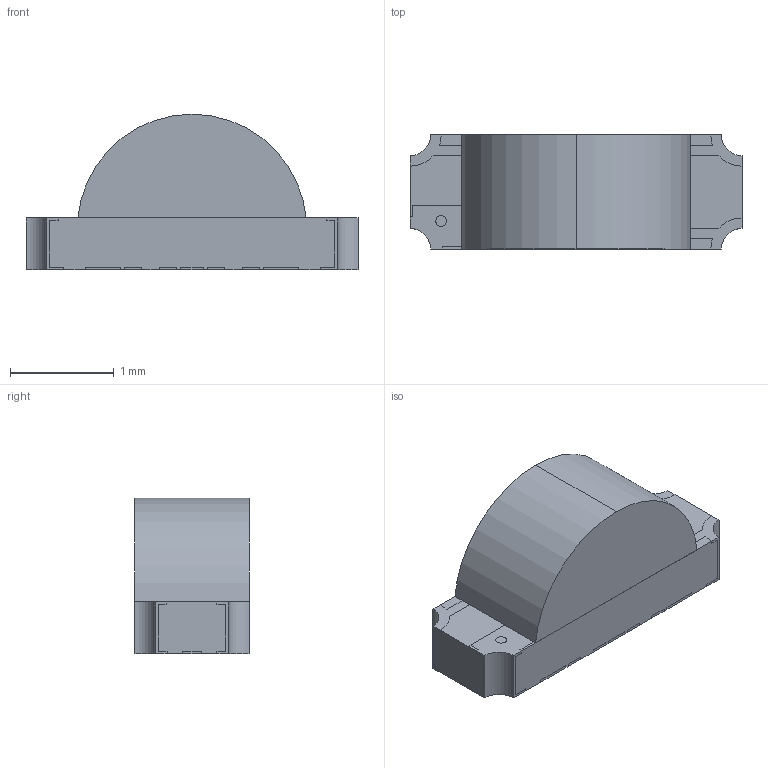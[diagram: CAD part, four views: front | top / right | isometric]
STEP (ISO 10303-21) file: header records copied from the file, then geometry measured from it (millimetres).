
FILE_DESCRIPTION (( 'STEP AP214' ), '1' );
FILE_NAME ('155124M173200.STEP', '2021-07-15T11:19:28', ( '' ), ( '' ), 'SwSTEP 2.0', 'SolidWorks 2017', '' );
FILE_SCHEMA (( 'AUTOMOTIVE_DESIGN' ));
Length unit declared in the file: millimetre
Products named in the file (1): 155124M173200
Bounding box: 3.2 x 1.1 x 1.5 mm (x, y, z)
Volume: 3.6 mm3; surface area: 28.1 mm2
Topology: 9 solids, 9 shells, 236 faces, 651 edges, 434 vertices
Faces by surface type: plane 206, cylinder 30
Entity records: 7525 total; most frequent: CARTESIAN_POINT 1322, ORIENTED_EDGE 1302, DIRECTION 1185, EDGE_CURVE 651, VECTOR 591, LINE 591, VERTEX_POINT 434, AXIS2_PLACEMENT_3D 297
